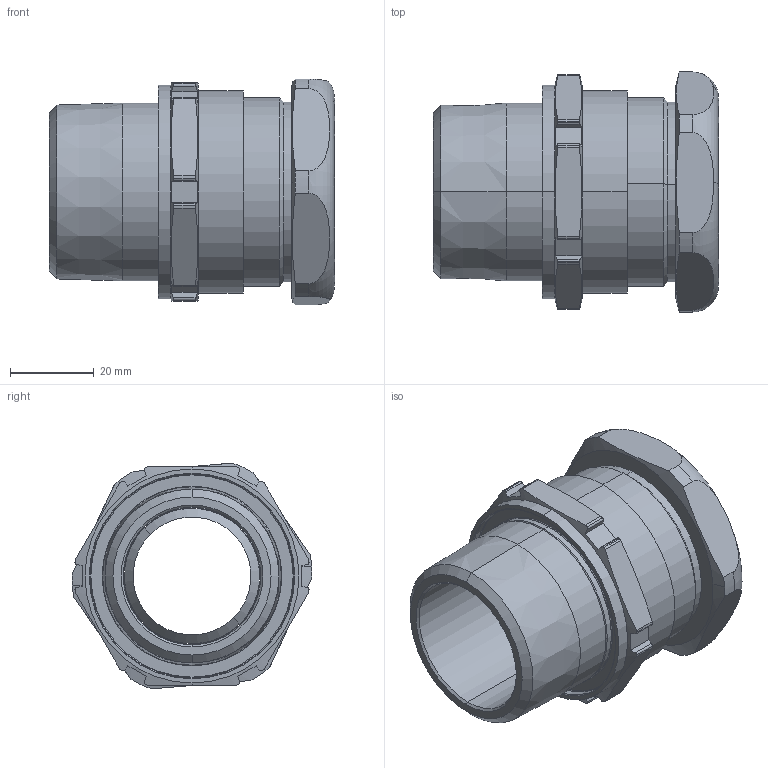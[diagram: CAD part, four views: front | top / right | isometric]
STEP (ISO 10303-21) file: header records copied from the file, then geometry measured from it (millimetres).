
FILE_DESCRIPTION (( 'STEP AP203' ), '1' );
FILE_NAME ('TC-125SS1271RA434.STEP', '2019-11-06T13:10:25', ( '' ), ( '' ), 'SwSTEP 2.0', 'SolidWorks 2017', '' );
FILE_SCHEMA (( 'CONFIG_CONTROL_DESIGN' ));
Length unit declared in the file: millimetre
Products named in the file (1): TC-125SS1271RA434
Bounding box: 67.94 x 57.2 x 53.82 mm (x, y, z)
Surface area: 24265.4 mm2 (no closed solid volume)
Topology: 0 solids, 3 shells, 124 faces, 320 edges, 204 vertices
Faces by surface type: cylinder 52, plane 38, cone 22, torus 12
Entity records: 4311 total; most frequent: CARTESIAN_POINT 1295, ORIENTED_EDGE 628, DIRECTION 598, EDGE_CURVE 320, AXIS2_PLACEMENT_3D 247, VERTEX_POINT 204, EDGE_LOOP 132, FACE_OUTER_BOUND 124
